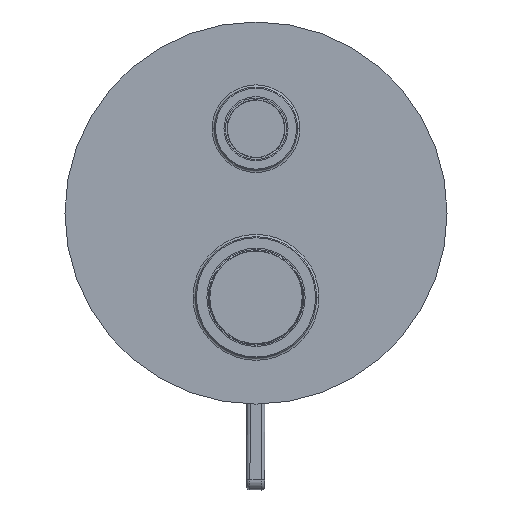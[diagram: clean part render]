
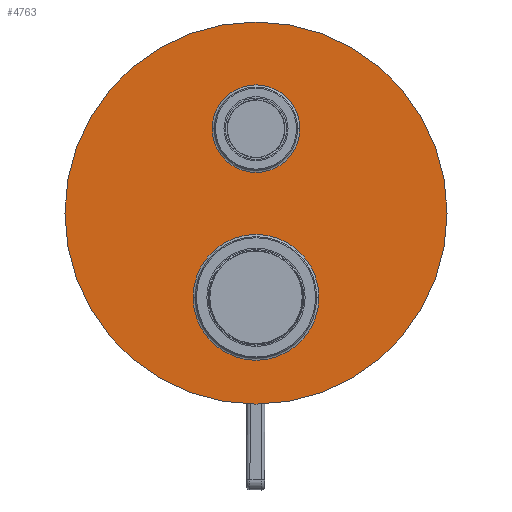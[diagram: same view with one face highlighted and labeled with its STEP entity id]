
A CAD part, front view. The second image highlights one B-rep face of the part: STEP entity #4763.
In plain terms, the highlighted planar face has unit normal (0, -1, 0).
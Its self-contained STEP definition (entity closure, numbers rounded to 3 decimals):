
#320 = VERTEX_POINT ( 'NONE', #390 ) ;
#390 = CARTESIAN_POINT ( 'NONE',  ( 19.5, 52., 75.05 ) ) ;
#635 = AXIS2_PLACEMENT_3D ( 'NONE', #6085, #6825, #5221 ) ;
#809 = EDGE_CURVE ( 'NONE', #8937, #320, #9489, .T. ) ;
#902 = EDGE_LOOP ( 'NONE', ( #7305, #5375 ) ) ;
#914 = ORIENTED_EDGE ( 'NONE', *, *, #5820, .T. ) ;
#992 = VERTEX_POINT ( 'NONE', #6783 ) ;
#1072 = CARTESIAN_POINT ( 'NONE',  ( -85., 52., 37.5 ) ) ;
#1214 = DIRECTION ( 'NONE',  ( 0., 1., 0. ) ) ;
#1539 = VERTEX_POINT ( 'NONE', #1782 ) ;
#1782 = CARTESIAN_POINT ( 'NONE',  ( 28., 52., 0. ) ) ;
#1912 = DIRECTION ( 'NONE',  ( 0., 1., 0. ) ) ;
#2054 = VERTEX_POINT ( 'NONE', #1072 ) ;
#2071 = CIRCLE ( 'NONE', #2336, 85. ) ;
#2245 = EDGE_CURVE ( 'NONE', #992, #2054, #7344, .T. ) ;
#2336 = AXIS2_PLACEMENT_3D ( 'NONE', #5829, #6681, #9021 ) ;
#2798 = DIRECTION ( 'NONE',  ( 0., 1., 0. ) ) ;
#2991 = EDGE_LOOP ( 'NONE', ( #914, #5090 ) ) ;
#3293 = DIRECTION ( 'NONE',  ( 0., 1., 0. ) ) ;
#3391 = DIRECTION ( 'NONE',  ( 0., 1., 0. ) ) ;
#3669 = DIRECTION ( 'NONE',  ( -1., 0., 0. ) ) ;
#3941 = AXIS2_PLACEMENT_3D ( 'NONE', #9614, #3391, #6538 ) ;
#4093 = EDGE_LOOP ( 'NONE', ( #9428, #8684 ) ) ;
#4312 = EDGE_CURVE ( 'NONE', #1539, #7995, #8317, .T. ) ;
#4649 = AXIS2_PLACEMENT_3D ( 'NONE', #5147, #1912, #8919 ) ;
#4763 = ADVANCED_FACE ( 'NONE', ( #9285, #7460, #4926 ), #4908, .F. ) ;
#4785 = EDGE_CURVE ( 'NONE', #2054, #992, #2071, .T. ) ;
#4908 = PLANE ( 'NONE',  #4649 ) ;
#4926 = FACE_OUTER_BOUND ( 'NONE', #902, .T. ) ;
#5002 = CIRCLE ( 'NONE', #6354, 28. ) ;
#5090 = ORIENTED_EDGE ( 'NONE', *, *, #4312, .T. ) ;
#5147 = CARTESIAN_POINT ( 'NONE',  ( 0., 52., 37.5 ) ) ;
#5221 = DIRECTION ( 'NONE',  ( -1., 0., 0. ) ) ;
#5375 = ORIENTED_EDGE ( 'NONE', *, *, #4785, .F. ) ;
#5820 = EDGE_CURVE ( 'NONE', #7995, #1539, #5002, .T. ) ;
#5829 = CARTESIAN_POINT ( 'NONE',  ( 0., 52., 37.5 ) ) ;
#5926 = CARTESIAN_POINT ( 'NONE',  ( 0., 52., 0. ) ) ;
#5966 = CIRCLE ( 'NONE', #10149, 19.5 ) ;
#6085 = CARTESIAN_POINT ( 'NONE',  ( 0., 52., 0. ) ) ;
#6354 = AXIS2_PLACEMENT_3D ( 'NONE', #5926, #2798, #3669 ) ;
#6538 = DIRECTION ( 'NONE',  ( -1., 0., 0. ) ) ;
#6681 = DIRECTION ( 'NONE',  ( 0., 1., 0. ) ) ;
#6783 = CARTESIAN_POINT ( 'NONE',  ( 85., 52., 37.5 ) ) ;
#6825 = DIRECTION ( 'NONE',  ( 0., 1., 0. ) ) ;
#6847 = CARTESIAN_POINT ( 'NONE',  ( -28., 52., 0. ) ) ;
#7278 = AXIS2_PLACEMENT_3D ( 'NONE', #9551, #3293, #9418 ) ;
#7305 = ORIENTED_EDGE ( 'NONE', *, *, #2245, .F. ) ;
#7344 = CIRCLE ( 'NONE', #7278, 85. ) ;
#7460 = FACE_BOUND ( 'NONE', #4093, .T. ) ;
#7995 = VERTEX_POINT ( 'NONE', #6847 ) ;
#8308 = EDGE_CURVE ( 'NONE', #320, #8937, #5966, .T. ) ;
#8317 = CIRCLE ( 'NONE', #635, 28. ) ;
#8684 = ORIENTED_EDGE ( 'NONE', *, *, #8308, .T. ) ;
#8919 = DIRECTION ( 'NONE',  ( -1., 0., 0. ) ) ;
#8937 = VERTEX_POINT ( 'NONE', #9394 ) ;
#8949 = DIRECTION ( 'NONE',  ( -1., 0., 0. ) ) ;
#9021 = DIRECTION ( 'NONE',  ( -1., 0., 0. ) ) ;
#9051 = CARTESIAN_POINT ( 'NONE',  ( 0., 52., 75.05 ) ) ;
#9285 = FACE_BOUND ( 'NONE', #2991, .T. ) ;
#9394 = CARTESIAN_POINT ( 'NONE',  ( -19.5, 52., 75.05 ) ) ;
#9418 = DIRECTION ( 'NONE',  ( -1., 0., 0. ) ) ;
#9428 = ORIENTED_EDGE ( 'NONE', *, *, #809, .T. ) ;
#9489 = CIRCLE ( 'NONE', #3941, 19.5 ) ;
#9551 = CARTESIAN_POINT ( 'NONE',  ( 0., 52., 37.5 ) ) ;
#9614 = CARTESIAN_POINT ( 'NONE',  ( 0., 52., 75.05 ) ) ;
#10149 = AXIS2_PLACEMENT_3D ( 'NONE', #9051, #1214, #8949 ) ;
